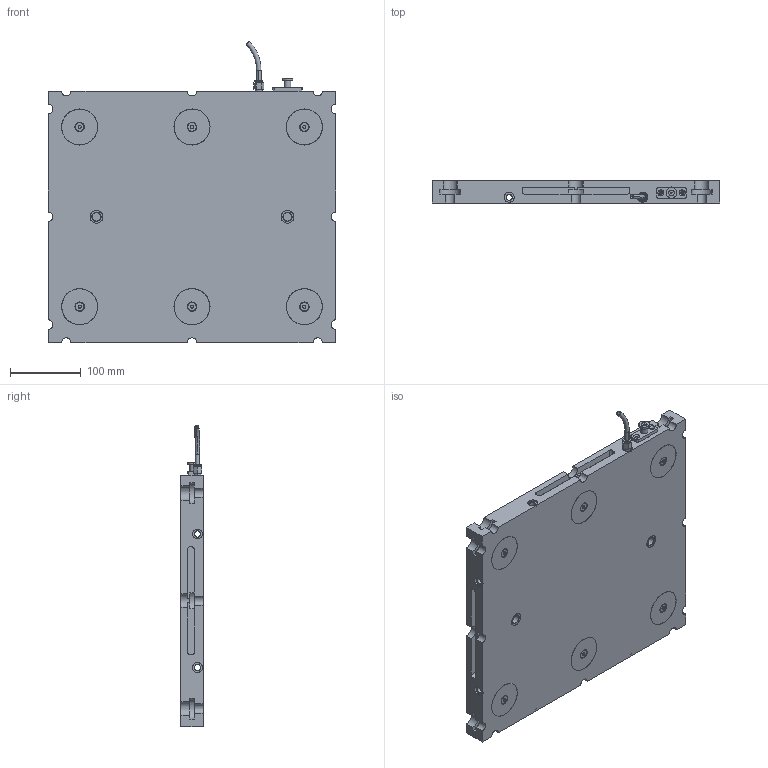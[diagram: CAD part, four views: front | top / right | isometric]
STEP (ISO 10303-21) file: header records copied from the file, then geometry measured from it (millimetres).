
FILE_DESCRIPTION (( 'STEP AP203' ), '1' );
FILE_NAME ('46200.STEP', '2021-02-16T20:14:45', ( '' ), ( '' ), 'SwSTEP 2.0', 'SolidWorks 2018', '' );
FILE_SCHEMA (( 'CONFIG_CONTROL_DESIGN' ));
Length unit declared in the file: inch
Products named in the file (9): 45010_45010; M612MM FHCS_M612MM FHCS ; 450701_450701; TUBING NYLON; PUSH LOC CONNECTION; 462001_462001; 46202_default; MOCK VACUUM INDICATOR_MOCK VACUUM INDICATOR; 46200
Assembly tree (22 placements, depth 2):
  46200
    462001_462001
    MOCK VACUUM INDICATOR_MOCK VACUUM INDICATOR
    PUSH LOC CONNECTION
    TUBING NYLON
    45010_45010  x4
    46202_default  x6
    450701_450701  x2
    M612MM FHCS_M612MM FHCS   x6
Bounding box: 406.4 x 31.75 x 425.8 mm (x, y, z)
Volume: 4195157.5 mm3; surface area: 554399.2 mm2
Topology: 22 solids, 22 shells, 3451 faces, 8755 edges, 5430 vertices
Faces by surface type: cylinder 1464, plane 1139, cone 820, torus 16, bspline 12
Entity records: 94945 total; most frequent: CARTESIAN_POINT 20089, DIRECTION 16016, ORIENTED_EDGE 14838, EDGE_CURVE 7419, AXIS2_PLACEMENT_3D 5824, VERTEX_POINT 4745, LINE 4368, VECTOR 4368
